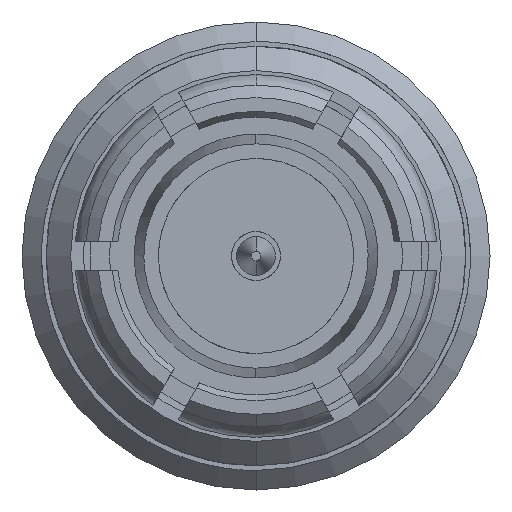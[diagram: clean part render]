
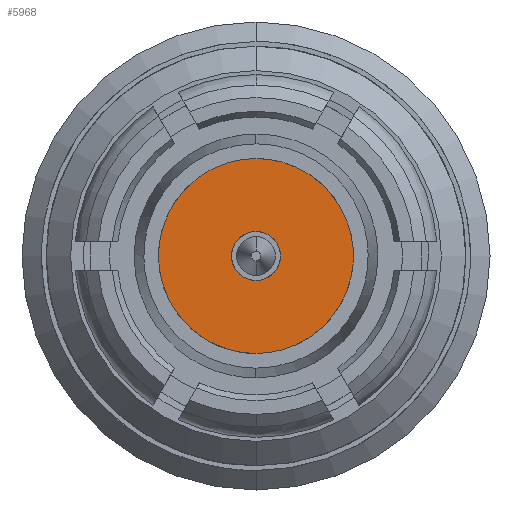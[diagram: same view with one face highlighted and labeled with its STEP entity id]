
A CAD part, left-side view. The second image highlights one B-rep face of the part: STEP entity #5968.
In plain terms, the highlighted planar face has unit normal (-1, 0, 0).
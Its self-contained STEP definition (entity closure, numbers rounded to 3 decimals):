
#29 = EDGE_CURVE ( 'NONE', #5870, #1398, #3908, .T. ) ;
#201 =( BOUNDED_CURVE ( )  B_SPLINE_CURVE ( 3, ( #1377, #961, #397, #4471, #2938, #6056, #2457 ),
 .UNSPECIFIED., .F., .T. ) 
 B_SPLINE_CURVE_WITH_KNOTS ( ( 4, 3, 4 ),
 ( -3.142, -1.571, 0. ),
 .UNSPECIFIED. ) 
 CURVE ( )  GEOMETRIC_REPRESENTATION_ITEM ( )  RATIONAL_B_SPLINE_CURVE ( ( 1., 0.805, 0.805, 1., 0.805, 0.805, 1. ) ) 
 REPRESENTATION_ITEM ( '' )  );
#365 = DIRECTION ( 'NONE',  ( 0., 0., -1. ) ) ;
#397 = CARTESIAN_POINT ( 'NONE',  ( -5.572, 0.25, 0.146 ) ) ;
#638 =( BOUNDED_CURVE ( )  B_SPLINE_CURVE ( 3, ( #6388, #5945, #3423, #1922 ),
 .UNSPECIFIED., .F., .F. ) 
 B_SPLINE_CURVE_WITH_KNOTS ( ( 4, 4 ),
 ( -3.142, 0. ),
 .UNSPECIFIED. ) 
 CURVE ( )  GEOMETRIC_REPRESENTATION_ITEM ( )  RATIONAL_B_SPLINE_CURVE ( ( 1., 0.333, 0.333, 1. ) ) 
 REPRESENTATION_ITEM ( '' )  );
#961 = CARTESIAN_POINT ( 'NONE',  ( -5.572, 0.146, 0.25 ) ) ;
#1243 = CARTESIAN_POINT ( 'NONE',  ( -5.572, 0., -0.25 ) ) ;
#1377 = CARTESIAN_POINT ( 'NONE',  ( -5.572, 0., 0.25 ) ) ;
#1398 = VERTEX_POINT ( 'NONE', #4317 ) ;
#1469 = EDGE_CURVE ( 'NONE', #2003, #3504, #201, .T. ) ;
#1922 = CARTESIAN_POINT ( 'NONE',  ( -5.572, 0., 0.25 ) ) ;
#1991 = FACE_OUTER_BOUND ( 'NONE', #2170, .T. ) ;
#2003 = VERTEX_POINT ( 'NONE', #2726 ) ;
#2170 = EDGE_LOOP ( 'NONE', ( #6045, #2204 ) ) ;
#2204 = ORIENTED_EDGE ( 'NONE', *, *, #29, .F. ) ;
#2259 = CARTESIAN_POINT ( 'NONE',  ( -5.572, 0., 1. ) ) ;
#2457 = CARTESIAN_POINT ( 'NONE',  ( -5.572, 0., -0.25 ) ) ;
#2459 =( BOUNDED_CURVE ( )  B_SPLINE_CURVE ( 3, ( #3235, #4807, #2798, #2259 ),
 .UNSPECIFIED., .F., .F. ) 
 B_SPLINE_CURVE_WITH_KNOTS ( ( 4, 4 ),
 ( -3.142, 0. ),
 .UNSPECIFIED. ) 
 CURVE ( )  GEOMETRIC_REPRESENTATION_ITEM ( )  RATIONAL_B_SPLINE_CURVE ( ( 1., 0.333, 0.333, 1. ) ) 
 REPRESENTATION_ITEM ( '' )  );
#2463 = CARTESIAN_POINT ( 'NONE',  ( -5.572, -1., 0. ) ) ;
#2530 = CARTESIAN_POINT ( 'NONE',  ( -5.572, -1., 0.586 ) ) ;
#2726 = CARTESIAN_POINT ( 'NONE',  ( -5.572, 0., 0.25 ) ) ;
#2798 = CARTESIAN_POINT ( 'NONE',  ( -5.572, 2., 1. ) ) ;
#2938 = CARTESIAN_POINT ( 'NONE',  ( -5.572, 0.25, -0.146 ) ) ;
#2957 = EDGE_LOOP ( 'NONE', ( #5495, #6521 ) ) ;
#3102 = CARTESIAN_POINT ( 'NONE',  ( -5.572, 0., -1. ) ) ;
#3235 = CARTESIAN_POINT ( 'NONE',  ( -5.572, 0., -1. ) ) ;
#3370 = CARTESIAN_POINT ( 'NONE',  ( -5.572, -1.012, 1.012 ) ) ;
#3423 = CARTESIAN_POINT ( 'NONE',  ( -5.572, -0.5, 0.25 ) ) ;
#3504 = VERTEX_POINT ( 'NONE', #1243 ) ;
#3904 = PLANE ( 'NONE',  #5704 ) ;
#3908 =( BOUNDED_CURVE ( )  B_SPLINE_CURVE ( 3, ( #5621, #5009, #2530, #2463, #5654, #4507, #3102 ),
 .UNSPECIFIED., .F., .T. ) 
 B_SPLINE_CURVE_WITH_KNOTS ( ( 4, 3, 4 ),
 ( -3.142, -1.571, 0. ),
 .UNSPECIFIED. ) 
 CURVE ( )  GEOMETRIC_REPRESENTATION_ITEM ( )  RATIONAL_B_SPLINE_CURVE ( ( 1., 0.805, 0.805, 1., 0.805, 0.805, 1. ) ) 
 REPRESENTATION_ITEM ( '' )  );
#4317 = CARTESIAN_POINT ( 'NONE',  ( -5.572, 0., -1. ) ) ;
#4471 = CARTESIAN_POINT ( 'NONE',  ( -5.572, 0.25, 0. ) ) ;
#4507 = CARTESIAN_POINT ( 'NONE',  ( -5.572, -0.586, -1. ) ) ;
#4807 = CARTESIAN_POINT ( 'NONE',  ( -5.572, 2., -1. ) ) ;
#4859 = EDGE_CURVE ( 'NONE', #3504, #2003, #638, .T. ) ;
#5009 = CARTESIAN_POINT ( 'NONE',  ( -5.572, -0.586, 1. ) ) ;
#5495 = ORIENTED_EDGE ( 'NONE', *, *, #1469, .F. ) ;
#5517 = FACE_BOUND ( 'NONE', #2957, .T. ) ;
#5621 = CARTESIAN_POINT ( 'NONE',  ( -5.572, 0., 1. ) ) ;
#5654 = CARTESIAN_POINT ( 'NONE',  ( -5.572, -1., -0.586 ) ) ;
#5704 = AXIS2_PLACEMENT_3D ( 'NONE', #3370, #5989, #365 ) ;
#5841 = EDGE_CURVE ( 'NONE', #1398, #5870, #2459, .T. ) ;
#5870 = VERTEX_POINT ( 'NONE', #5917 ) ;
#5917 = CARTESIAN_POINT ( 'NONE',  ( -5.572, 0., 1. ) ) ;
#5945 = CARTESIAN_POINT ( 'NONE',  ( -5.572, -0.5, -0.25 ) ) ;
#5968 = ADVANCED_FACE ( 'NONE', ( #5517, #1991 ), #3904, .F. ) ;
#5989 = DIRECTION ( 'NONE',  ( 1., 0., 0. ) ) ;
#6045 = ORIENTED_EDGE ( 'NONE', *, *, #5841, .F. ) ;
#6056 = CARTESIAN_POINT ( 'NONE',  ( -5.572, 0.146, -0.25 ) ) ;
#6388 = CARTESIAN_POINT ( 'NONE',  ( -5.572, 0., -0.25 ) ) ;
#6521 = ORIENTED_EDGE ( 'NONE', *, *, #4859, .F. ) ;
